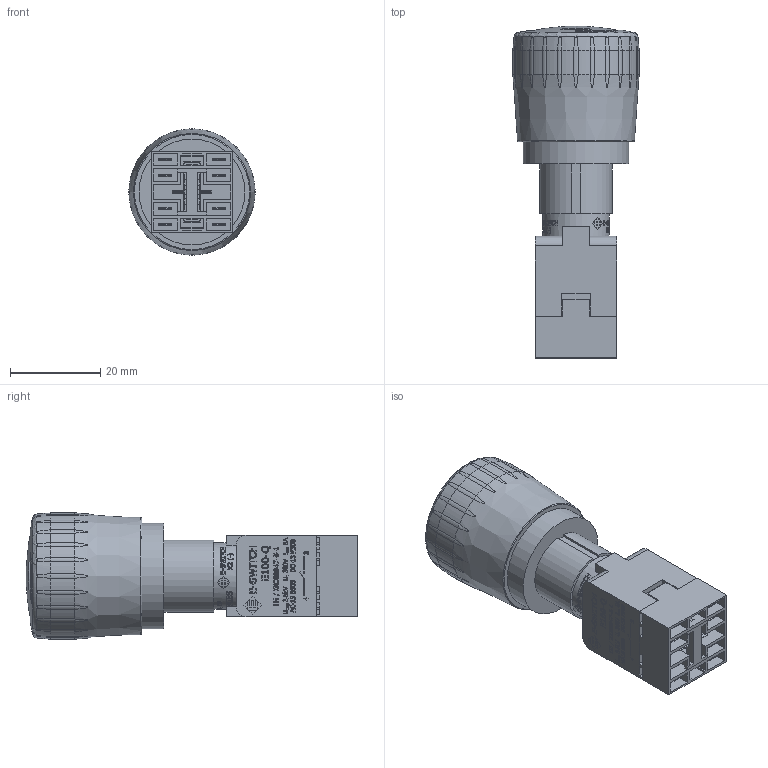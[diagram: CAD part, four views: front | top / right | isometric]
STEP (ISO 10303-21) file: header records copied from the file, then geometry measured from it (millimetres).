
FILE_DESCRIPTION(/* description */ (''),/* implementation_level */ '2;1');
FILE_NAME(/* name */ 'E100-R11-H1xR.stp',/* time_stamp */ '2024-04-25T12:14:37-05:00',/* author */ ('mroman'),/* organization */ (''),/* preprocessor_version */ 'ST-DEVELOPER v18.1',/* originating_system */ 'Autodesk Inventor 2022',/* authorisation */ '');
FILE_SCHEMA (('AUTOMOTIVE_DESIGN { 1 0 10303 214 3 1 1 }'));
Products named in the file (1): E100-R11-H1xR
Bounding box: 27.99 x 73.4 x 27.99 mm (x, y, z)
Volume: 24597.3 mm3; surface area: 12070.8 mm2
Topology: 1 solids, 8 shells, 3708 faces, 10090 edges, 6635 vertices
Faces by surface type: plane 2187, bspline 1326, cylinder 187, sphere 4, cone 2, torus 2
Full cylindrical faces by diameter (mm): 2.003 x1, 9.35 x1, 9.5 x1, 11.35 x2, 12.3 x1, 14.8 x1, 18.869 x1, 19 x1, 23.4 x1
Entity records: 129021 total; most frequent: CARTESIAN_POINT 43736, ORIENTED_EDGE 20176, DIRECTION 13022, EDGE_CURVE 10088, VERTEX_POINT 6635, LINE 6596, VECTOR 6596, EDGE_LOOP 4022
